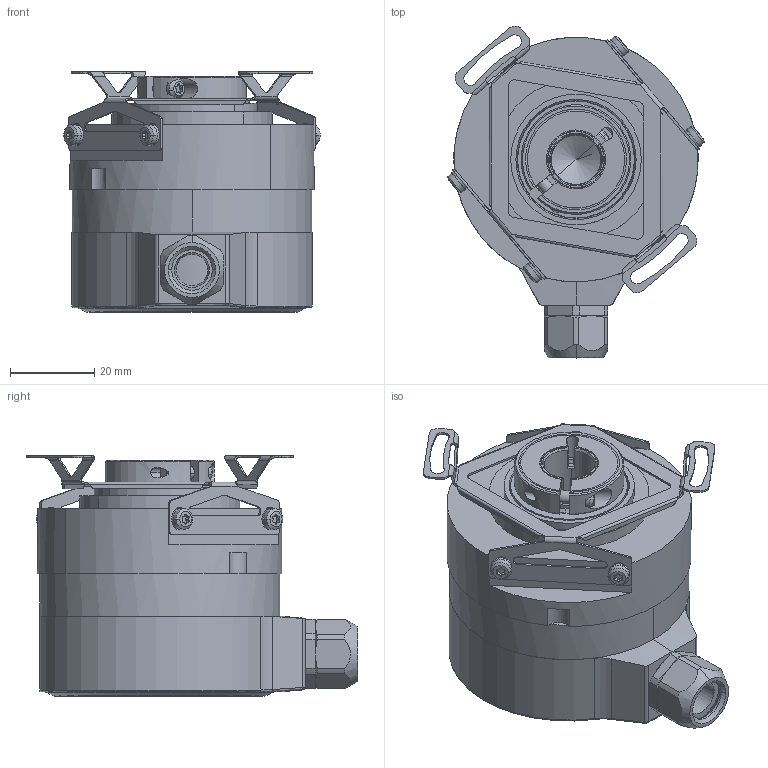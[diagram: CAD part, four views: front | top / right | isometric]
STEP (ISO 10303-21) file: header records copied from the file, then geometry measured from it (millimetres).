
FILE_DESCRIPTION((''),'2;1');
FILE_NAME('809710','2011-10-14T',('se2930'),(''),'PRO/ENGINEER BY PARAMETRIC TECHNOLOGY CORPORATION, 2010180','PRO/ENGINEER BY PARAMETRIC TECHNOLOGY CORPORATION, 2010180','');
FILE_SCHEMA(('CONFIG_CONTROL_DESIGN','SHAPE_APPEARANCE_LAYERS_GROUPS'));
Length unit declared in the file: millimetre
Products named in the file (1): 809710
Bounding box: 60.8 x 78.66 x 57 mm (x, y, z)
Volume: 118785.1 mm3; surface area: 23232.7 mm2
Topology: 1 solids, 1 shells, 591 faces, 1541 edges, 958 vertices
Faces by surface type: cylinder 273, plane 179, cone 76, bspline 35, torus 20, sphere 8
Entity records: 20945 total; most frequent: CARTESIAN_POINT 6168, DIRECTION 3191, ORIENTED_EDGE 3074, EDGE_CURVE 1537, AXIS2_PLACEMENT_3D 1258, VERTEX_POINT 958, CIRCLE 702, VECTOR 675
